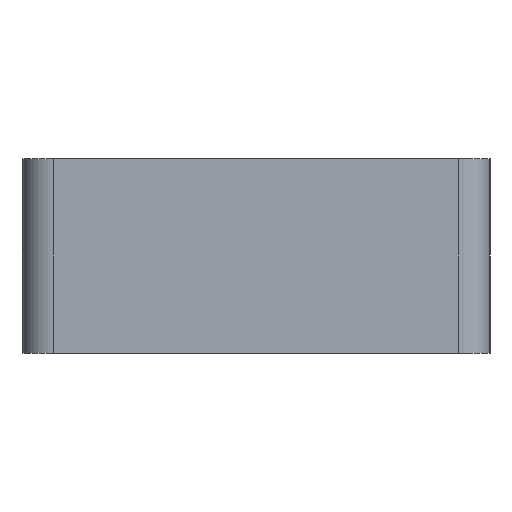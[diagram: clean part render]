
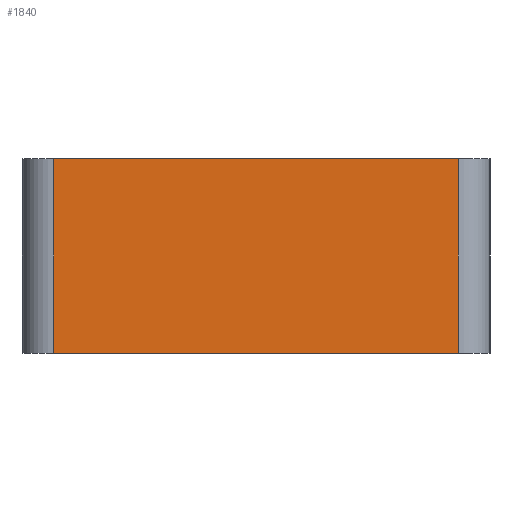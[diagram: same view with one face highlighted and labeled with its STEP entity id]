
A CAD part, left-side view. The second image highlights one B-rep face of the part: STEP entity #1840.
In plain terms, the highlighted planar face has unit normal (-1, 0, 0).
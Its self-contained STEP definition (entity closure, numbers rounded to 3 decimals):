
#52 = CARTESIAN_POINT ( 'NONE',  ( -11.462, -2.606, 0. ) ) ;
#91 = CARTESIAN_POINT ( 'NONE',  ( -11.462, -2.606, -10. ) ) ;
#194 = DIRECTION ( 'NONE',  ( 0., 0., -1. ) ) ;
#195 = CARTESIAN_POINT ( 'NONE',  ( -11.462, 18.194, 28.089 ) ) ;
#215 = DIRECTION ( 'NONE',  ( 0., 0., -1. ) ) ;
#217 = CARTESIAN_POINT ( 'NONE',  ( -11.462, -2.606, 28.089 ) ) ;
#304 = DIRECTION ( 'NONE',  ( 0., 1., 0. ) ) ;
#307 = CARTESIAN_POINT ( 'NONE',  ( -11.462, -2.606, -10. ) ) ;
#368 = CARTESIAN_POINT ( 'NONE',  ( -11.462, -2.606, 0. ) ) ;
#375 = DIRECTION ( 'NONE',  ( 0., 1., 0. ) ) ;
#461 = AXIS2_PLACEMENT_3D ( 'NONE', #897, #888, #886 ) ;
#583 = EDGE_CURVE ( 'NONE', #692, #1646, #1160, .T. ) ;
#614 = EDGE_CURVE ( 'NONE', #1478, #1641, #1214, .T. ) ;
#647 = EDGE_CURVE ( 'NONE', #1478, #692, #1278, .T. ) ;
#655 = EDGE_CURVE ( 'NONE', #1641, #1646, #1294, .T. ) ;
#692 = VERTEX_POINT ( 'NONE', #91 ) ;
#886 = DIRECTION ( 'NONE',  ( 0., 0., 1. ) ) ;
#888 = DIRECTION ( 'NONE',  ( -1., 0., 0. ) ) ;
#892 = PLANE ( 'NONE',  #461 ) ;
#897 = CARTESIAN_POINT ( 'NONE',  ( -11.462, -2.606, 28.089 ) ) ;
#934 = CARTESIAN_POINT ( 'NONE',  ( -11.462, 18.194, -10. ) ) ;
#942 = CARTESIAN_POINT ( 'NONE',  ( -11.462, 18.194, 0. ) ) ;
#1160 = LINE ( 'NONE', #307, #1162 ) ;
#1162 = VECTOR ( 'NONE', #304, 1000. ) ;
#1214 = LINE ( 'NONE', #368, #1218 ) ;
#1218 = VECTOR ( 'NONE', #375, 1000. ) ;
#1278 = LINE ( 'NONE', #217, #1281 ) ;
#1281 = VECTOR ( 'NONE', #215, 1000. ) ;
#1294 = LINE ( 'NONE', #195, #1297 ) ;
#1297 = VECTOR ( 'NONE', #194, 1000. ) ;
#1395 = FACE_OUTER_BOUND ( 'NONE', #1805, .T. ) ;
#1478 = VERTEX_POINT ( 'NONE', #52 ) ;
#1641 = VERTEX_POINT ( 'NONE', #942 ) ;
#1646 = VERTEX_POINT ( 'NONE', #934 ) ;
#1731 = ORIENTED_EDGE ( 'NONE', *, *, #583, .F. ) ;
#1732 = ORIENTED_EDGE ( 'NONE', *, *, #655, .T. ) ;
#1733 = ORIENTED_EDGE ( 'NONE', *, *, #614, .T. ) ;
#1734 = ORIENTED_EDGE ( 'NONE', *, *, #647, .F. ) ;
#1805 = EDGE_LOOP ( 'NONE', ( #1734, #1733, #1732, #1731 ) ) ;
#1840 = ADVANCED_FACE ( 'NONE', ( #1395 ), #892, .T. ) ;
